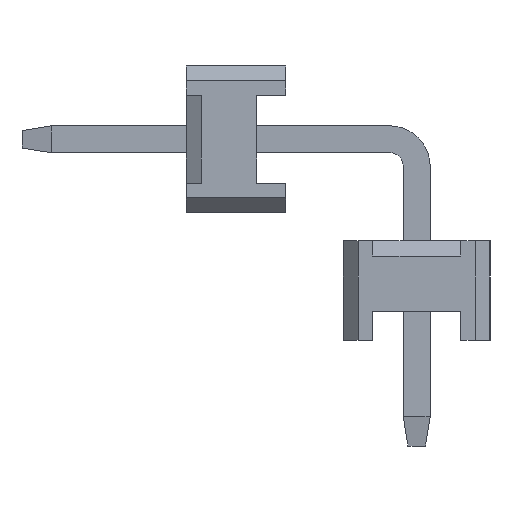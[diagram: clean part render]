
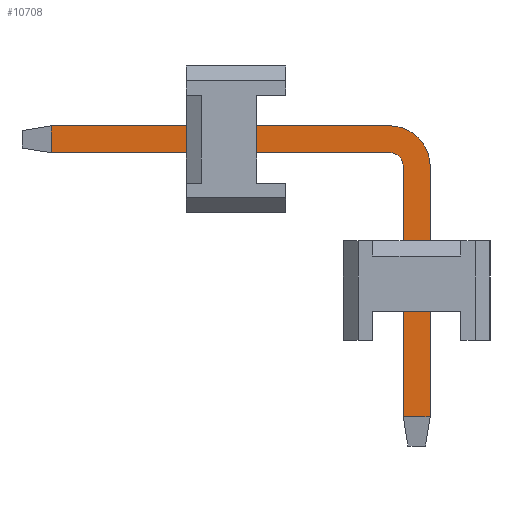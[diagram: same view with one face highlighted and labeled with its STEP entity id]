
A CAD part, left-side view. The second image highlights one B-rep face of the part: STEP entity #10708.
In plain terms, the highlighted planar face has unit normal (-1, 0, 0).
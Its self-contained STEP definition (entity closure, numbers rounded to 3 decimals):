
#10462=CARTESIAN_POINT('',(-0.23,4.,-0.23));
#10463=VERTEX_POINT('',#10462);
#10486=CARTESIAN_POINT('',(-0.23,4.,0.23));
#10487=VERTEX_POINT('',#10486);
#10488=CARTESIAN_POINT('',(-0.23,4.,-0.23));
#10489=DIRECTION('',(0.,0.,1.));
#10490=VECTOR('',#10489,0.46);
#10491=LINE('',#10488,#10490);
#10492=EDGE_CURVE('',#10463,#10487,#10491,.T.);
#10533=CARTESIAN_POINT('',(-0.23,-1.77,0.23));
#10534=VERTEX_POINT('',#10533);
#10535=CARTESIAN_POINT('',(-0.23,4.,0.23));
#10536=DIRECTION('',(0.,-1.,0.));
#10537=VECTOR('',#10536,5.77);
#10538=LINE('',#10535,#10537);
#10539=EDGE_CURVE('',#10487,#10534,#10538,.T.);
#10640=CARTESIAN_POINT('',(-0.23,-1.77,-0.23));
#10641=VERTEX_POINT('',#10640);
#10648=CARTESIAN_POINT('',(-0.23,-1.77,-0.23));
#10649=DIRECTION('',(0.,1.,0.));
#10650=VECTOR('',#10649,5.77);
#10651=LINE('',#10648,#10650);
#10652=EDGE_CURVE('',#10641,#10463,#10651,.T.);
#10658=CARTESIAN_POINT('',(-0.23,4.5,0.23));
#10659=DIRECTION('',(0.,0.,-1.));
#10660=DIRECTION('',(-1.,-0.,-0.));
#10661=AXIS2_PLACEMENT_3D('',#10658,#10660,#10659);
#10662=PLANE('',#10661);
#10663=ORIENTED_EDGE('',*,*,#10652,.F.);
#10664=CARTESIAN_POINT('',(-0.23,-2.,-0.46));
#10665=VERTEX_POINT('',#10664);
#10666=CARTESIAN_POINT('',(-0.23,-1.77,-0.46));
#10667=DIRECTION('',(0.,0.,1.));
#10668=DIRECTION('',(1.,0.,0.));
#10669=AXIS2_PLACEMENT_3D('',#10666,#10668,#10667);
#10670=CIRCLE('',#10669,0.23);
#10671=EDGE_CURVE('',#10641,#10665,#10670,.T.);
#10672=ORIENTED_EDGE('',*,*,#10671,.T.);
#10673=CARTESIAN_POINT('',(-0.23,-2.,-4.73));
#10674=VERTEX_POINT('',#10673);
#10675=CARTESIAN_POINT('',(-0.23,-2.,-0.46));
#10676=DIRECTION('',(0.,0.,-1.));
#10677=VECTOR('',#10676,4.27);
#10678=LINE('',#10675,#10677);
#10679=EDGE_CURVE('',#10665,#10674,#10678,.T.);
#10680=ORIENTED_EDGE('',*,*,#10679,.T.);
#10681=CARTESIAN_POINT('',(-0.23,-2.46,-4.73));
#10682=VERTEX_POINT('',#10681);
#10683=CARTESIAN_POINT('',(-0.23,-2.,-4.73));
#10684=DIRECTION('',(0.,-1.,0.));
#10685=VECTOR('',#10684,0.46);
#10686=LINE('',#10683,#10685);
#10687=EDGE_CURVE('',#10674,#10682,#10686,.T.);
#10688=ORIENTED_EDGE('',*,*,#10687,.T.);
#10689=CARTESIAN_POINT('',(-0.23,-2.46,-0.46));
#10690=VERTEX_POINT('',#10689);
#10691=CARTESIAN_POINT('',(-0.23,-2.46,-4.73));
#10692=DIRECTION('',(0.,0.,1.));
#10693=VECTOR('',#10692,4.27);
#10694=LINE('',#10691,#10693);
#10695=EDGE_CURVE('',#10682,#10690,#10694,.T.);
#10696=ORIENTED_EDGE('',*,*,#10695,.T.);
#10697=CARTESIAN_POINT('',(-0.23,-1.77,-0.46));
#10698=DIRECTION('',(0.,-1.,0.));
#10699=DIRECTION('',(-1.,0.,0.));
#10700=AXIS2_PLACEMENT_3D('',#10697,#10699,#10698);
#10701=CIRCLE('',#10700,0.69);
#10702=EDGE_CURVE('',#10690,#10534,#10701,.T.);
#10703=ORIENTED_EDGE('',*,*,#10702,.T.);
#10704=ORIENTED_EDGE('',*,*,#10539,.F.);
#10705=ORIENTED_EDGE('',*,*,#10492,.F.);
#10706=EDGE_LOOP('',(#10663,#10672,#10680,#10688,#10696,#10703,#10704,#10705));
#10707=FACE_OUTER_BOUND('',#10706,.T.);
#10708=ADVANCED_FACE('',(#10707),#10662,.T.);
